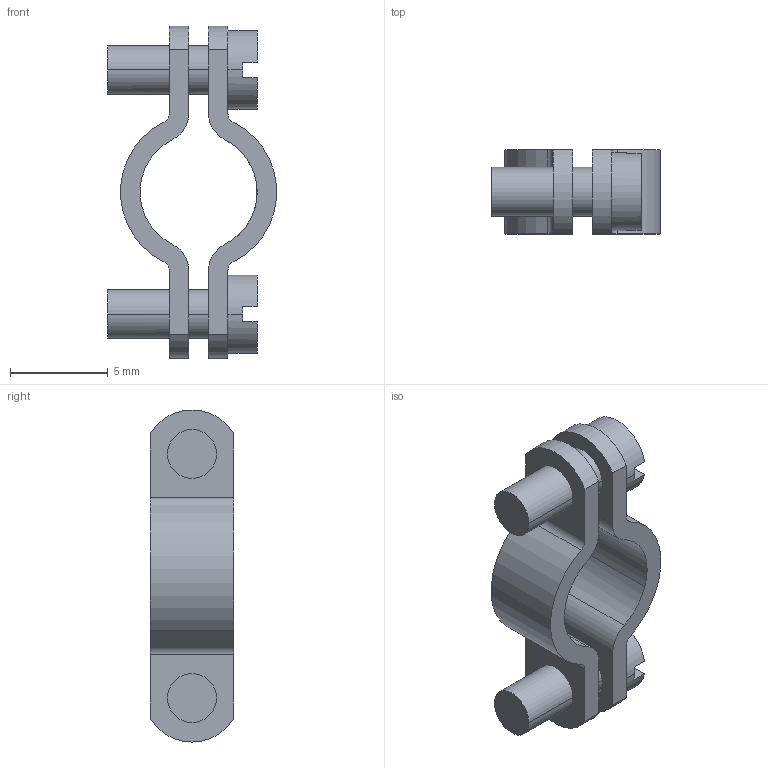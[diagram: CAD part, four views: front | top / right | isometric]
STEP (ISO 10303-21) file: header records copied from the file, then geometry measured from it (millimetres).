
FILE_DESCRIPTION (( 'STEP AP214' ), '1' );
FILE_NAME ('1443011.stp', '2018-10-31T06:51:48', ( '' ), ( '' ), 'SwSTEP 2.0', 'SolidWorks 2016', '' );
FILE_SCHEMA (( 'AUTOMOTIVE_DESIGN' ));
Length unit declared in the file: millimetre
Products named in the file (4): 1443011; Oberschelle_Katalog; Unterschelle_Katalog; SchraubeM2.5_Katalog
Assembly tree (4 placements, depth 2):
  1443011
    SchraubeM2.5_Katalog  x2
    Unterschelle_Katalog
    Oberschelle_Katalog
Bounding box: 8.65 x 4.3 x 17 mm (x, y, z)
Volume: 231.4 mm3; surface area: 587 mm2
Topology: 4 solids, 4 shells, 67 faces, 169 edges, 112 vertices
Faces by surface type: cylinder 35, plane 30, bspline 2
Entity records: 3008 total; most frequent: CARTESIAN_POINT 944, DIRECTION 311, ORIENTED_EDGE 270, EDGE_CURVE 135, AXIS2_PLACEMENT_3D 123, VERTEX_POINT 90, VECTOR 65, LINE 65
